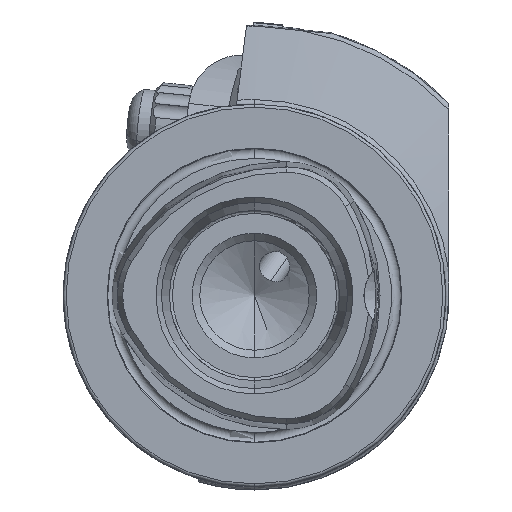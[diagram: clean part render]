
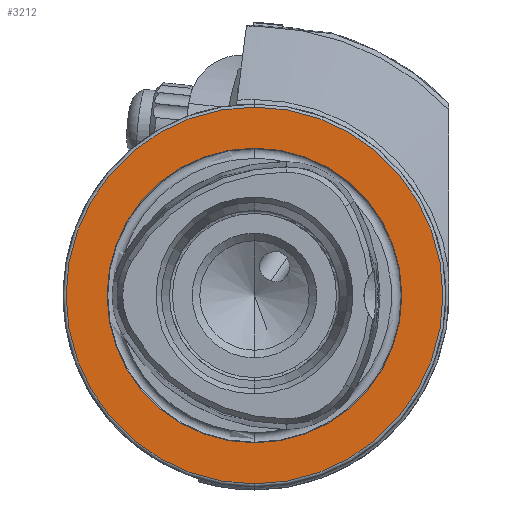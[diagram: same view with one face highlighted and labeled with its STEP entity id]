
A CAD part, left-side view. The second image highlights one B-rep face of the part: STEP entity #3212.
In plain terms, the highlighted planar face has unit normal (-1, 0, 0).
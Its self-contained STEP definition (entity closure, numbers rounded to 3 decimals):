
#113 = ORIENTED_EDGE ( 'NONE', *, *, #125, .T. ) ;
#125 = EDGE_CURVE ( 'NONE', #5970, #7890, #6478, .T. ) ;
#294 = CARTESIAN_POINT ( 'NONE',  ( 0., 0., 0. ) ) ;
#395 = PLANE ( 'NONE',  #12865 ) ;
#958 = CARTESIAN_POINT ( 'NONE',  ( 0., 0., 0. ) ) ;
#1284 = EDGE_LOOP ( 'NONE', ( #8372, #3024 ) ) ;
#1385 = DIRECTION ( 'NONE',  ( -1., 0., 0. ) ) ;
#2575 = CIRCLE ( 'NONE', #14223, 24.25 ) ;
#2856 = FACE_BOUND ( 'NONE', #1284, .T. ) ;
#3024 = ORIENTED_EDGE ( 'NONE', *, *, #6868, .F. ) ;
#3173 = DIRECTION ( 'NONE',  ( -1., 0., 0. ) ) ;
#3212 = ADVANCED_FACE ( 'NONE', ( #2856, #8417 ), #395, .F. ) ;
#3664 = CARTESIAN_POINT ( 'NONE',  ( 0., 0., 24.25 ) ) ;
#3666 = EDGE_CURVE ( 'NONE', #5443, #13733, #8736, .T. ) ;
#3738 = DIRECTION ( 'NONE',  ( -1., 0., 0. ) ) ;
#3919 = EDGE_CURVE ( 'NONE', #7890, #5970, #14320, .T. ) ;
#4665 = DIRECTION ( 'NONE',  ( 0., 0., 1. ) ) ;
#4700 = CARTESIAN_POINT ( 'NONE',  ( 0., 0., 0. ) ) ;
#4861 = CARTESIAN_POINT ( 'NONE',  ( 0., 24.25, 0. ) ) ;
#5443 = VERTEX_POINT ( 'NONE', #3664 ) ;
#5885 = CARTESIAN_POINT ( 'NONE',  ( 0., 0., -31. ) ) ;
#5970 = VERTEX_POINT ( 'NONE', #5885 ) ;
#6478 = CIRCLE ( 'NONE', #10680, 31. ) ;
#6868 = EDGE_CURVE ( 'NONE', #13733, #5443, #2575, .T. ) ;
#7890 = VERTEX_POINT ( 'NONE', #8941 ) ;
#8144 = DIRECTION ( 'NONE',  ( 0., 0., -1. ) ) ;
#8372 = ORIENTED_EDGE ( 'NONE', *, *, #3666, .F. ) ;
#8417 = FACE_OUTER_BOUND ( 'NONE', #9424, .T. ) ;
#8736 = CIRCLE ( 'NONE', #11565, 24.25 ) ;
#8941 = CARTESIAN_POINT ( 'NONE',  ( 0., 0., 31. ) ) ;
#9424 = EDGE_LOOP ( 'NONE', ( #14368, #113 ) ) ;
#9881 = CARTESIAN_POINT ( 'NONE',  ( 0., 0., -24.25 ) ) ;
#10603 = CARTESIAN_POINT ( 'NONE',  ( 0., 0., 0. ) ) ;
#10680 = AXIS2_PLACEMENT_3D ( 'NONE', #10603, #11862, #13984 ) ;
#10939 = DIRECTION ( 'NONE',  ( 0., 0., 1. ) ) ;
#11565 = AXIS2_PLACEMENT_3D ( 'NONE', #4700, #3738, #12504 ) ;
#11828 = AXIS2_PLACEMENT_3D ( 'NONE', #958, #3173, #10939 ) ;
#11862 = DIRECTION ( 'NONE',  ( -1., 0., 0. ) ) ;
#12504 = DIRECTION ( 'NONE',  ( 0., 0., 1. ) ) ;
#12669 = DIRECTION ( 'NONE',  ( 1., 0., 0. ) ) ;
#12865 = AXIS2_PLACEMENT_3D ( 'NONE', #4861, #12669, #8144 ) ;
#13733 = VERTEX_POINT ( 'NONE', #9881 ) ;
#13984 = DIRECTION ( 'NONE',  ( 0., 0., 1. ) ) ;
#14223 = AXIS2_PLACEMENT_3D ( 'NONE', #294, #1385, #4665 ) ;
#14320 = CIRCLE ( 'NONE', #11828, 31. ) ;
#14368 = ORIENTED_EDGE ( 'NONE', *, *, #3919, .T. ) ;
